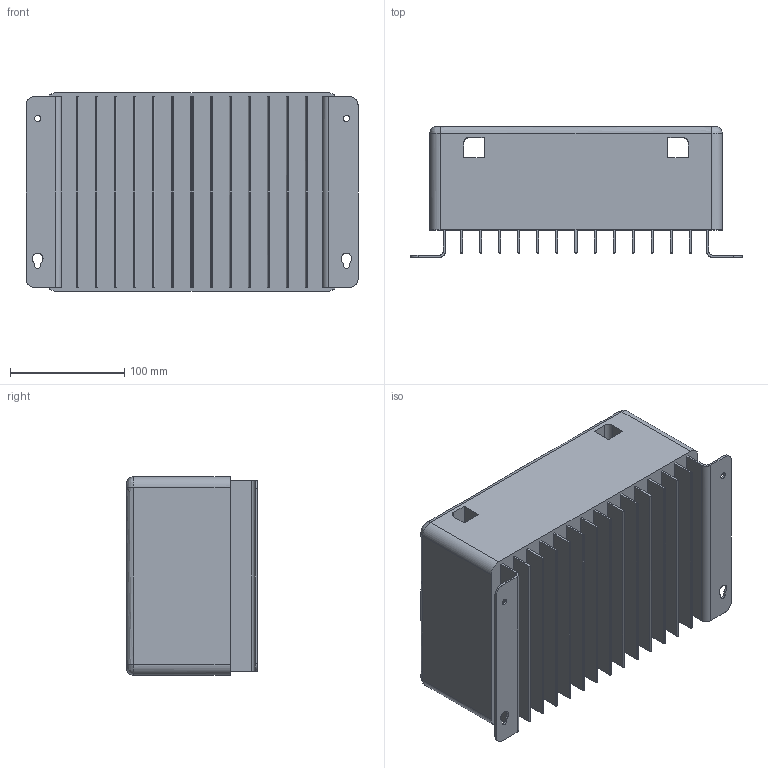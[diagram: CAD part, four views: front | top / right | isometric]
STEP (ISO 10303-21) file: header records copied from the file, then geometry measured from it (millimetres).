
FILE_DESCRIPTION(('FreeCAD Model'),'2;1');
FILE_NAME('Open CASCADE Shape Model','2025-04-30T07:42:06',('FreeCAD'),( 'FreeCAD'),'Open CASCADE STEP processor 7.6','FreeCAD','Unknown');
FILE_SCHEMA(('AUTOMOTIVE_DESIGN { 1 0 10303 214 1 1 1 1 }'));
Length unit declared in the file: millimetre
Products named in the file (1): Open CASCADE STEP translator 7.6 1
Bounding box: 290.99 x 114.49 x 174.12 mm (x, y, z)
Volume: 4029865.5 mm3; surface area: 308776.2 mm2
Topology: 1 solids, 1 shells, 183 faces, 470 edges, 308 vertices
Faces by surface type: bspline 183
Entity records: 5654 total; most frequent: CARTESIAN_POINT 2881, ORIENTED_EDGE 940, EDGE_CURVE 470, B_SPLINE_CURVE_WITH_KNOTS 314, VERTEX_POINT 308, FACE_BOUND 214, EDGE_LOOP 214, ADVANCED_FACE 183
